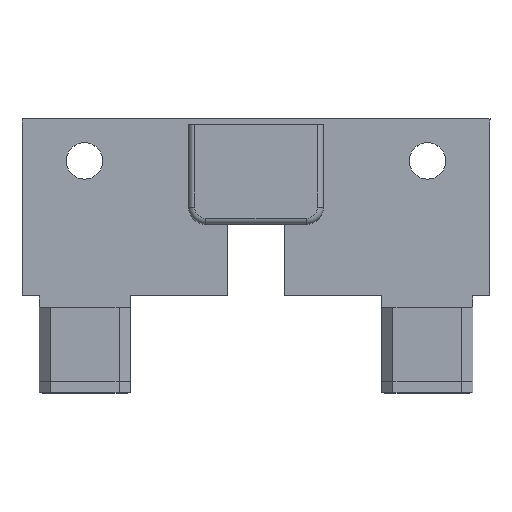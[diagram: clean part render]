
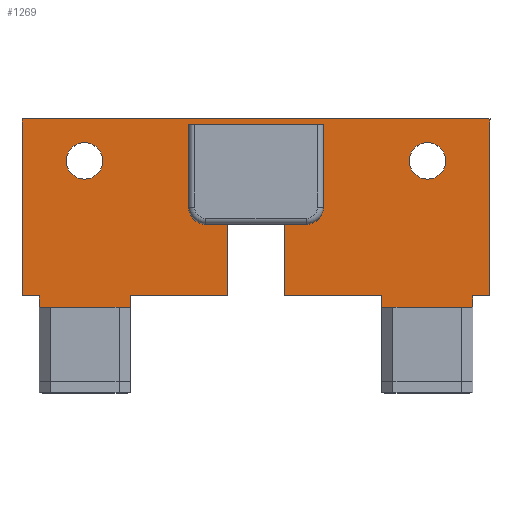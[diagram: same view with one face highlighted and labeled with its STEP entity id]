
A CAD part, top view. The second image highlights one B-rep face of the part: STEP entity #1269.
In plain terms, the highlighted planar face has unit normal (0, 0, 1).
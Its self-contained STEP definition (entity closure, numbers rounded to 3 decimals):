
#39=FACE_BOUND('',#154,.T.);
#40=FACE_BOUND('',#155,.T.);
#49=CIRCLE('',#1360,1.5);
#50=CIRCLE('',#1361,1.5);
#51=CIRCLE('',#1362,1.6);
#52=CIRCLE('',#1363,1.6);
#80=FACE_OUTER_BOUND('',#153,.T.);
#153=EDGE_LOOP('',(#901,#902,#903,#904,#905,#906,#907,#908,#909,#910,#911,
#912,#913,#914,#915,#916,#917,#918,#919,#920,#921,#922));
#154=EDGE_LOOP('',(#923));
#155=EDGE_LOOP('',(#924));
#221=LINE('',#1800,#379);
#224=LINE('',#1807,#382);
#231=LINE('',#1820,#389);
#249=LINE('',#1860,#407);
#261=LINE('',#1885,#419);
#262=LINE('',#1887,#420);
#263=LINE('',#1890,#421);
#264=LINE('',#1892,#422);
#265=LINE('',#1894,#423);
#266=LINE('',#1896,#424);
#267=LINE('',#1898,#425);
#268=LINE('',#1900,#426);
#269=LINE('',#1904,#427);
#270=LINE('',#1906,#428);
#271=LINE('',#1908,#429);
#272=LINE('',#1912,#430);
#273=LINE('',#1914,#431);
#274=LINE('',#1916,#432);
#275=LINE('',#1918,#433);
#276=LINE('',#1919,#434);
#379=VECTOR('',#1448,10.);
#382=VECTOR('',#1453,10.);
#389=VECTOR('',#1462,10.);
#407=VECTOR('',#1490,10.);
#419=VECTOR('',#1510,10.);
#420=VECTOR('',#1513,10.);
#421=VECTOR('',#1516,10.);
#422=VECTOR('',#1517,10.);
#423=VECTOR('',#1518,10.);
#424=VECTOR('',#1519,10.);
#425=VECTOR('',#1520,10.);
#426=VECTOR('',#1521,10.);
#427=VECTOR('',#1524,10.);
#428=VECTOR('',#1525,10.);
#429=VECTOR('',#1526,10.);
#430=VECTOR('',#1529,10.);
#431=VECTOR('',#1530,10.);
#432=VECTOR('',#1531,10.);
#433=VECTOR('',#1532,10.);
#434=VECTOR('',#1533,10.);
#536=VERTEX_POINT('',#1796);
#538=VERTEX_POINT('',#1799);
#540=VERTEX_POINT('',#1805);
#541=VERTEX_POINT('',#1806);
#546=VERTEX_POINT('',#1818);
#562=VERTEX_POINT('',#1857);
#563=VERTEX_POINT('',#1859);
#573=VERTEX_POINT('',#1889);
#574=VERTEX_POINT('',#1891);
#575=VERTEX_POINT('',#1893);
#576=VERTEX_POINT('',#1895);
#577=VERTEX_POINT('',#1897);
#578=VERTEX_POINT('',#1899);
#579=VERTEX_POINT('',#1901);
#580=VERTEX_POINT('',#1903);
#581=VERTEX_POINT('',#1905);
#582=VERTEX_POINT('',#1907);
#583=VERTEX_POINT('',#1909);
#584=VERTEX_POINT('',#1911);
#585=VERTEX_POINT('',#1913);
#586=VERTEX_POINT('',#1915);
#587=VERTEX_POINT('',#1917);
#588=VERTEX_POINT('',#1920);
#589=VERTEX_POINT('',#1922);
#657=EDGE_CURVE('',#538,#536,#221,.T.);
#660=EDGE_CURVE('',#540,#541,#224,.T.);
#667=EDGE_CURVE('',#536,#546,#231,.T.);
#687=EDGE_CURVE('',#563,#562,#249,.T.);
#700=EDGE_CURVE('',#541,#538,#261,.T.);
#701=EDGE_CURVE('',#562,#540,#262,.T.);
#702=EDGE_CURVE('',#573,#546,#263,.T.);
#703=EDGE_CURVE('',#573,#574,#264,.F.);
#704=EDGE_CURVE('',#575,#574,#265,.T.);
#705=EDGE_CURVE('',#575,#576,#266,.T.);
#706=EDGE_CURVE('',#576,#577,#267,.F.);
#707=EDGE_CURVE('',#577,#578,#268,.F.);
#708=EDGE_CURVE('',#579,#578,#49,.F.);
#709=EDGE_CURVE('',#579,#580,#269,.T.);
#710=EDGE_CURVE('',#581,#580,#270,.T.);
#711=EDGE_CURVE('',#581,#582,#271,.T.);
#712=EDGE_CURVE('',#583,#582,#50,.F.);
#713=EDGE_CURVE('',#583,#584,#272,.F.);
#714=EDGE_CURVE('',#584,#585,#273,.F.);
#715=EDGE_CURVE('',#585,#586,#274,.T.);
#716=EDGE_CURVE('',#586,#587,#275,.T.);
#717=EDGE_CURVE('',#587,#563,#276,.F.);
#718=EDGE_CURVE('',#588,#588,#51,.F.);
#719=EDGE_CURVE('',#589,#589,#52,.F.);
#901=ORIENTED_EDGE('',*,*,#657,.T.);
#902=ORIENTED_EDGE('',*,*,#667,.T.);
#903=ORIENTED_EDGE('',*,*,#702,.F.);
#904=ORIENTED_EDGE('',*,*,#703,.T.);
#905=ORIENTED_EDGE('',*,*,#704,.F.);
#906=ORIENTED_EDGE('',*,*,#705,.T.);
#907=ORIENTED_EDGE('',*,*,#706,.T.);
#908=ORIENTED_EDGE('',*,*,#707,.T.);
#909=ORIENTED_EDGE('',*,*,#708,.F.);
#910=ORIENTED_EDGE('',*,*,#709,.T.);
#911=ORIENTED_EDGE('',*,*,#710,.F.);
#912=ORIENTED_EDGE('',*,*,#711,.T.);
#913=ORIENTED_EDGE('',*,*,#712,.F.);
#914=ORIENTED_EDGE('',*,*,#713,.T.);
#915=ORIENTED_EDGE('',*,*,#714,.T.);
#916=ORIENTED_EDGE('',*,*,#715,.T.);
#917=ORIENTED_EDGE('',*,*,#716,.T.);
#918=ORIENTED_EDGE('',*,*,#717,.T.);
#919=ORIENTED_EDGE('',*,*,#687,.T.);
#920=ORIENTED_EDGE('',*,*,#701,.T.);
#921=ORIENTED_EDGE('',*,*,#660,.T.);
#922=ORIENTED_EDGE('',*,*,#700,.T.);
#923=ORIENTED_EDGE('',*,*,#718,.T.);
#924=ORIENTED_EDGE('',*,*,#719,.T.);
#1212=PLANE('',#1359);
#1269=ADVANCED_FACE('',(#80,#39,#40),#1212,.F.);
#1359=AXIS2_PLACEMENT_3D('',#1888,#1514,#1515);
#1360=AXIS2_PLACEMENT_3D('',#1902,#1522,#1523);
#1361=AXIS2_PLACEMENT_3D('',#1910,#1527,#1528);
#1362=AXIS2_PLACEMENT_3D('',#1921,#1534,#1535);
#1363=AXIS2_PLACEMENT_3D('',#1923,#1536,#1537);
#1448=DIRECTION('',(0.,-1.,0.));
#1453=DIRECTION('',(0.,1.,0.));
#1462=DIRECTION('',(1.,0.,0.));
#1490=DIRECTION('',(0.,1.,0.));
#1510=DIRECTION('',(-1.,0.,0.));
#1513=DIRECTION('',(1.,0.,0.));
#1514=DIRECTION('center_axis',(0.,0.,
-1.));
#1515=DIRECTION('ref_axis',(1.,0.,0.));
#1516=DIRECTION('',(0.,1.,0.));
#1517=DIRECTION('',(-1.,0.,0.));
#1518=DIRECTION('',(0.,-1.,0.));
#1519=DIRECTION('',(1.,0.,0.));
#1520=DIRECTION('',(0.,-1.,0.));
#1521=DIRECTION('',(1.,0.,0.));
#1522=DIRECTION('center_axis',(0.,0.,
-1.));
#1523=DIRECTION('ref_axis',(-0.707,-0.707,0.));
#1524=DIRECTION('',(0.,1.,0.));
#1525=DIRECTION('',(-1.,0.,0.));
#1526=DIRECTION('',(0.,-1.,0.));
#1527=DIRECTION('center_axis',(0.,0.,
-1.));
#1528=DIRECTION('ref_axis',(0.707,-0.707,0.));
#1529=DIRECTION('',(1.,0.,0.));
#1530=DIRECTION('',(0.,1.,0.));
#1531=DIRECTION('',(1.,0.,0.));
#1532=DIRECTION('',(0.,-1.,0.));
#1533=DIRECTION('',(-1.,0.,0.));
#1534=DIRECTION('center_axis',(0.,0.,
1.));
#1535=DIRECTION('ref_axis',(1.,0.,0.));
#1536=DIRECTION('center_axis',(0.,0.,
1.));
#1537=DIRECTION('ref_axis',(1.,0.,0.));
#1796=CARTESIAN_POINT('',(-20.177,-12.022,-0.1));
#1799=CARTESIAN_POINT('',(-20.177,3.478,-0.1));
#1800=CARTESIAN_POINT('',(-20.177,-9.147,-0.1));
#1805=CARTESIAN_POINT('',(20.823,-12.022,-0.1));
#1806=CARTESIAN_POINT('',(20.823,3.478,-0.1));
#1807=CARTESIAN_POINT('',(20.823,-1.147,-0.1));
#1818=CARTESIAN_POINT('',(-18.677,-12.022,-0.1));
#1820=CARTESIAN_POINT('',(-2.177,-12.022,-0.1));
#1857=CARTESIAN_POINT('',(19.323,-12.022,-0.1));
#1859=CARTESIAN_POINT('',(19.323,-13.022,-0.1));
#1860=CARTESIAN_POINT('',(19.323,-7.022,-0.1));
#1885=CARTESIAN_POINT('',(-22.177,3.478,-0.1));
#1887=CARTESIAN_POINT('',(22.82,-12.022,-0.1));
#1888=CARTESIAN_POINT('Origin',(0.323,-5.772,-0.1));
#1889=CARTESIAN_POINT('',(-18.677,-13.022,-0.1));
#1890=CARTESIAN_POINT('',(-18.677,-14.522,-0.1));
#1891=CARTESIAN_POINT('',(-10.677,-13.022,-0.1));
#1892=CARTESIAN_POINT('',(-5.177,-13.022,-0.1));
#1893=CARTESIAN_POINT('',(-10.677,-12.022,-0.1));
#1894=CARTESIAN_POINT('',(-10.677,-6.397,-0.1));
#1895=CARTESIAN_POINT('',(-2.177,-12.022,-0.1));
#1896=CARTESIAN_POINT('',(5.823,-12.022,-0.1));
#1897=CARTESIAN_POINT('',(-2.177,-5.745,-0.1));
#1898=CARTESIAN_POINT('',(-2.177,-4.397,-0.1));
#1899=CARTESIAN_POINT('',(-4.077,-5.745,-0.1));
#1900=CARTESIAN_POINT('',(-2.627,-5.745,-0.1));
#1901=CARTESIAN_POINT('',(-5.577,-4.245,-0.1));
#1902=CARTESIAN_POINT('Origin',(-4.077,-4.245,-0.1));
#1903=CARTESIAN_POINT('',(-5.577,2.978,-0.1));
#1904=CARTESIAN_POINT('',(-5.577,-5.022,-0.1));
#1905=CARTESIAN_POINT('',(6.223,2.978,-0.1));
#1906=CARTESIAN_POINT('',(3.273,2.978,-0.1));
#1907=CARTESIAN_POINT('',(6.223,-4.245,-0.1));
#1908=CARTESIAN_POINT('',(6.223,2.978,-0.1));
#1909=CARTESIAN_POINT('',(4.723,-5.745,-0.1));
#1910=CARTESIAN_POINT('Origin',(4.723,-4.245,-0.1));
#1911=CARTESIAN_POINT('',(2.823,-5.745,-0.1));
#1912=CARTESIAN_POINT('',(-2.627,-5.745,-0.1));
#1913=CARTESIAN_POINT('',(2.823,-12.022,-0.1));
#1914=CARTESIAN_POINT('',(2.823,-8.897,-0.1));
#1915=CARTESIAN_POINT('',(11.323,-12.022,-0.1));
#1916=CARTESIAN_POINT('',(5.823,-12.022,-0.1));
#1917=CARTESIAN_POINT('',(11.323,-13.022,-0.1));
#1918=CARTESIAN_POINT('',(11.323,-10.147,-0.1));
#1919=CARTESIAN_POINT('',(9.823,-13.022,-0.1));
#1920=CARTESIAN_POINT('',(13.748,-0.192,-0.1));
#1921=CARTESIAN_POINT('Origin',(15.348,-0.192,-0.1));
#1922=CARTESIAN_POINT('',(-16.302,-0.192,-0.1));
#1923=CARTESIAN_POINT('Origin',(-14.702,-0.192,-0.1));
